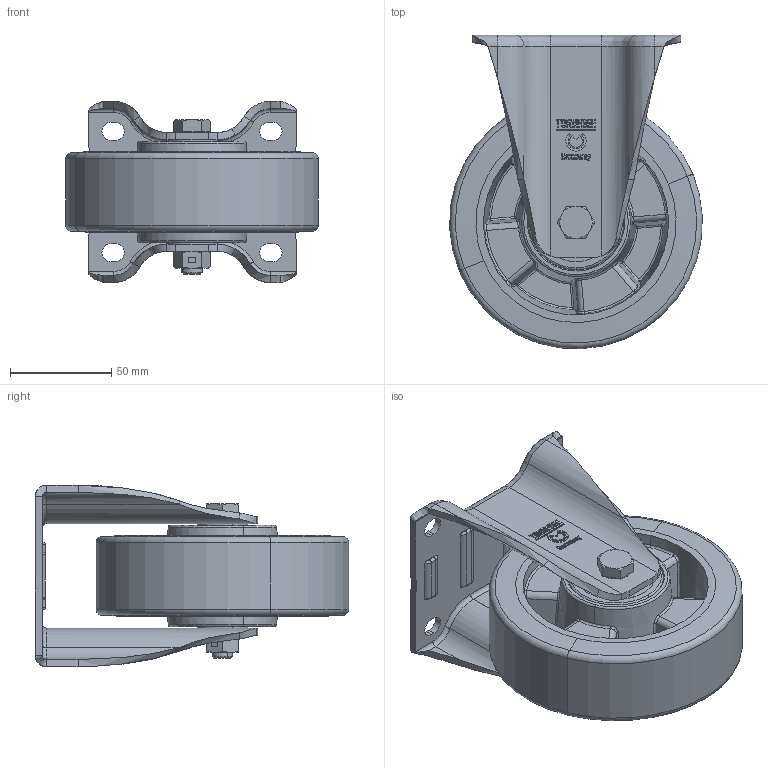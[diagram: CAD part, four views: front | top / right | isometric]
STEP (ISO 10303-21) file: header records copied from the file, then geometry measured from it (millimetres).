
FILE_DESCRIPTION (( 'STEP AP214' ), '1' );
FILE_NAME ('0020246K_B-IM-PUZA-125-K.STEP', '2015-12-11T12:26:59', ( '' ), ( '' ), 'SwSTEP 2.0', 'SolidWorks 2014', '' );
FILE_SCHEMA (( 'AUTOMOTIVE_DESIGN' ));
Length unit declared in the file: millimetre
Products named in the file (1): 0020246K_B-IM-PUZA-125-K
Bounding box: 124.88 x 154.94 x 89.74 mm (x, y, z)
Volume: 432527.7 mm3; surface area: 166390 mm2
Topology: 14 solids, 14 shells, 922 faces, 2178 edges, 1328 vertices
Faces by surface type: plane 367, cylinder 253, bspline 120, torus 70, cone 64, sphere 48
Entity records: 43993 total; most frequent: CARTESIAN_POINT 12829, ORIENTED_EDGE 4356, DIRECTION 4342, EDGE_CURVE 2178, AXIS2_PLACEMENT_3D 1623, VERTEX_POINT 1328, LINE 1096, VECTOR 1096
